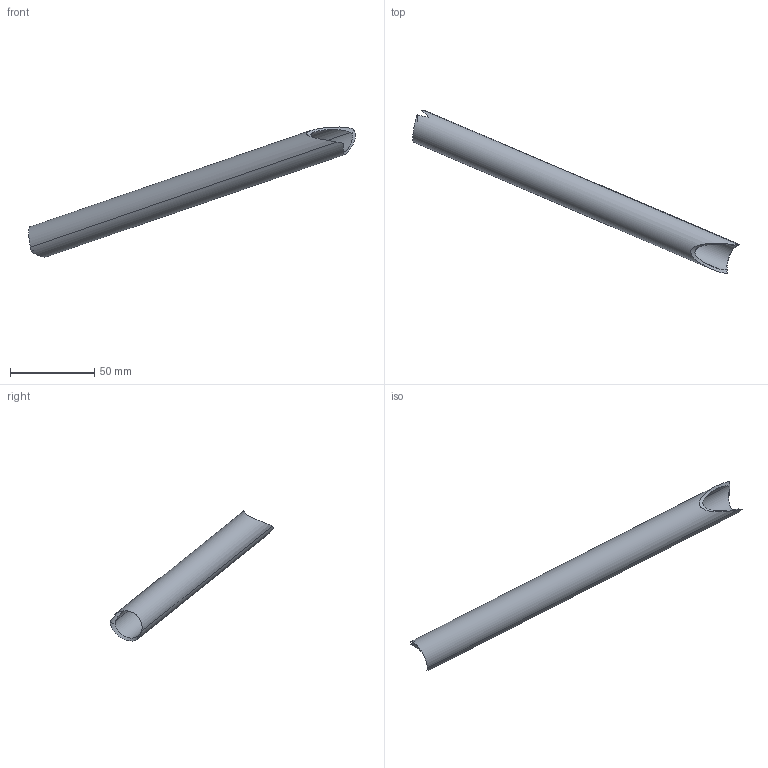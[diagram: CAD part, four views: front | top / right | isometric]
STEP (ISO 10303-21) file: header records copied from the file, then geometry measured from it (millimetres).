
FILE_DESCRIPTION(('STEP AP214'),'1');
FILE_NAME('34.stp','2018-12-06T12:34:49',(' '),(' '),'Spatial InterOp 3D',' ',' ');
FILE_SCHEMA(('automotive_design'));
Length unit declared in the file: metre
Products named in the file (1): Corps1
Bounding box: 194.02 x 97.27 x 77.25 mm (x, y, z)
Volume: 17457 mm3; surface area: 23675.4 mm2
Topology: 1 solids, 1 shells, 14 faces, 44 edges, 30 vertices
Faces by surface type: cylinder 13, bspline 1
Entity records: 1103 total; most frequent: CARTESIAN_POINT 600, ORIENTED_EDGE 88, DIRECTION 65, EDGE_CURVE 44, VERTEX_POINT 30, AXIS2_PLACEMENT_3D 29, B_SPLINE_CURVE_WITH_KNOTS 22, STYLED_ITEM 15
